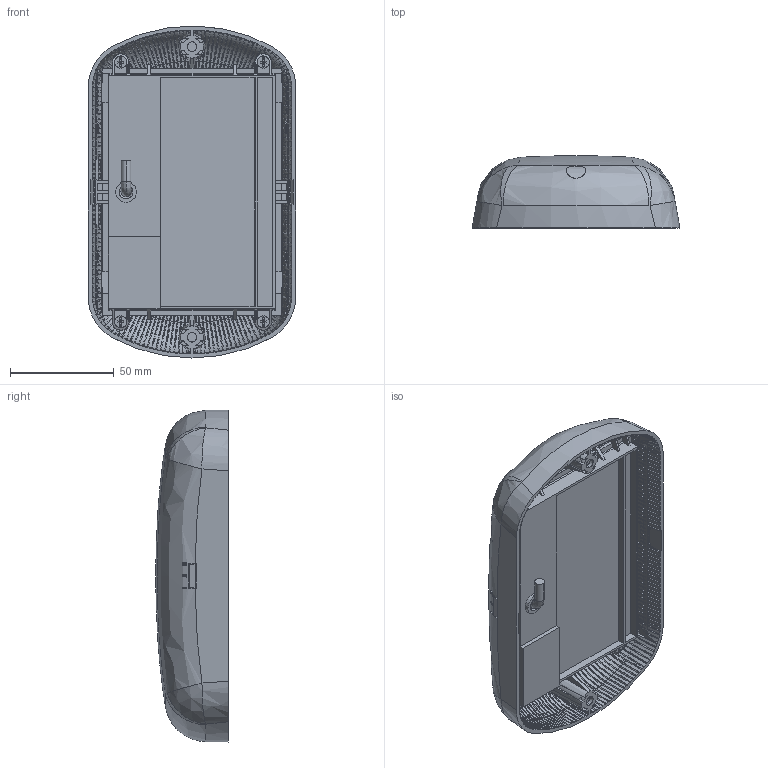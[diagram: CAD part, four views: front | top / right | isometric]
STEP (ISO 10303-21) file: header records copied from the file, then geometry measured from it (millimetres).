
FILE_DESCRIPTION (( 'STEP AP214' ), '1' );
FILE_NAME ('CA-5106.STEP', '2025-02-28T09:43:39', ( '' ), ( '' ), 'SwSTEP 2.0', 'SolidWorks 2021', '' );
FILE_SCHEMA (( 'AUTOMOTIVE_DESIGN' ));
Length unit declared in the file: millimetre
Products named in the file (1): CA-5106
Bounding box: 100 x 35 x 159.89 mm (x, y, z)
Volume: 257420.1 mm3; surface area: 63796.6 mm2
Topology: 1 solids, 12 shells, 2810 faces, 7872 edges, 5066 vertices
Faces by surface type: bspline 1694, plane 832, cone 164, cylinder 120
Entity records: 162334 total; most frequent: CARTESIAN_POINT 106860, ORIENTED_EDGE 15710, EDGE_CURVE 7855, DIRECTION 5919, VERTEX_POINT 5066, B_SPLINE_CURVE_WITH_KNOTS 4358, EDGE_LOOP 2851, ADVANCED_FACE 2810
